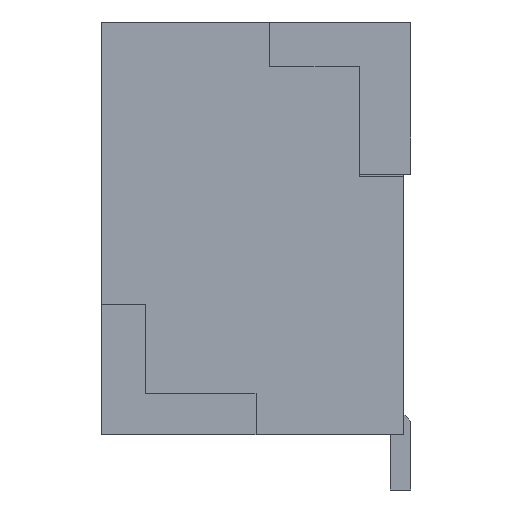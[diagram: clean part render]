
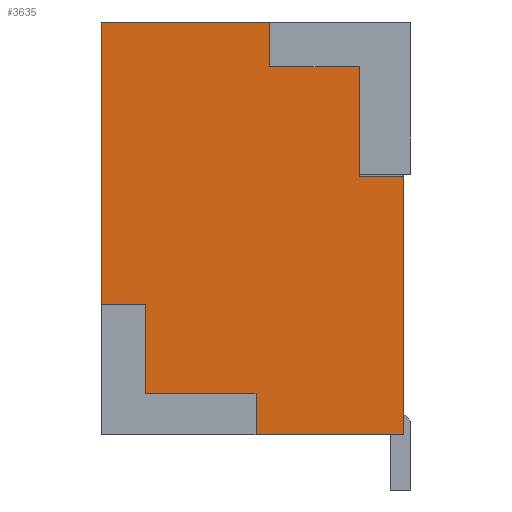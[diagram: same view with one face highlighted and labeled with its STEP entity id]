
A CAD part, left-side view. The second image highlights one B-rep face of the part: STEP entity #3635.
In plain terms, the highlighted planar face has unit normal (-1, 0, 0).
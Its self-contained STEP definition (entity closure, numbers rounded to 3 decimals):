
#69 = CARTESIAN_POINT ( 'NONE',  ( -9., -0.65, -2.15 ) ) ;
#86 = EDGE_CURVE ( 'NONE', #1850, #1516, #4461, .T. ) ;
#97 = CARTESIAN_POINT ( 'NONE',  ( -9., -4.4, -0.3 ) ) ;
#149 = AXIS2_PLACEMENT_3D ( 'NONE', #4420, #303, #3734 ) ;
#160 = ORIENTED_EDGE ( 'NONE', *, *, #795, .F. ) ;
#163 = VECTOR ( 'NONE', #3394, 1000. ) ;
#167 = LINE ( 'NONE', #965, #2659 ) ;
#293 = CARTESIAN_POINT ( 'NONE',  ( -9., -2.25, -4.05 ) ) ;
#303 = DIRECTION ( 'NONE',  ( 1., 0., 0. ) ) ;
#323 = EDGE_LOOP ( 'NONE', ( #2179, #3698, #2733, #2563, #2701, #1220, #2094, #160, #1974, #1110, #713, #3693 ) ) ;
#481 = LINE ( 'NONE', #3240, #3651 ) ;
#540 = CARTESIAN_POINT ( 'NONE',  ( -9., -2.25, -3.45 ) ) ;
#574 = CARTESIAN_POINT ( 'NONE',  ( -9., 0., 1.95 ) ) ;
#601 = CARTESIAN_POINT ( 'NONE',  ( -9., -3.75, -0.3 ) ) ;
#669 = CARTESIAN_POINT ( 'NONE',  ( -9., -0.65, -3.45 ) ) ;
#709 = EDGE_CURVE ( 'NONE', #900, #829, #3175, .T. ) ;
#713 = ORIENTED_EDGE ( 'NONE', *, *, #3945, .T. ) ;
#793 = DIRECTION ( 'NONE',  ( 0., 1., 0. ) ) ;
#795 = EDGE_CURVE ( 'NONE', #900, #2698, #4006, .T. ) ;
#829 = VERTEX_POINT ( 'NONE', #69 ) ;
#882 = LINE ( 'NONE', #97, #1517 ) ;
#900 = VERTEX_POINT ( 'NONE', #1413 ) ;
#946 = DIRECTION ( 'NONE',  ( 0., 0., 1. ) ) ;
#960 = EDGE_CURVE ( 'NONE', #1860, #3467, #882, .T. ) ;
#965 = CARTESIAN_POINT ( 'NONE',  ( -9., -0.65, -2.15 ) ) ;
#1010 = CARTESIAN_POINT ( 'NONE',  ( -9., 0., -4.05 ) ) ;
#1110 = ORIENTED_EDGE ( 'NONE', *, *, #3464, .T. ) ;
#1218 = CARTESIAN_POINT ( 'NONE',  ( -9., -3.75, 1.3 ) ) ;
#1220 = ORIENTED_EDGE ( 'NONE', *, *, #3546, .T. ) ;
#1243 = CARTESIAN_POINT ( 'NONE',  ( -9., 0., -2.15 ) ) ;
#1323 = VECTOR ( 'NONE', #2018, 1000. ) ;
#1374 = LINE ( 'NONE', #3700, #3343 ) ;
#1378 = VECTOR ( 'NONE', #4028, 1000. ) ;
#1413 = CARTESIAN_POINT ( 'NONE',  ( -9., 0., -2.15 ) ) ;
#1485 = VECTOR ( 'NONE', #2361, 1000. ) ;
#1516 = VERTEX_POINT ( 'NONE', #2953 ) ;
#1517 = VECTOR ( 'NONE', #793, 1000. ) ;
#1645 = DIRECTION ( 'NONE',  ( 0., 0., -1. ) ) ;
#1686 = EDGE_CURVE ( 'NONE', #3467, #1850, #1374, .T. ) ;
#1722 = DIRECTION ( 'NONE',  ( 0., -1., 0. ) ) ;
#1767 = LINE ( 'NONE', #3860, #3808 ) ;
#1850 = VERTEX_POINT ( 'NONE', #1218 ) ;
#1860 = VERTEX_POINT ( 'NONE', #2313 ) ;
#1900 = DIRECTION ( 'NONE',  ( 0., 0., -1. ) ) ;
#1955 = LINE ( 'NONE', #3267, #3819 ) ;
#1974 = ORIENTED_EDGE ( 'NONE', *, *, #709, .T. ) ;
#2018 = DIRECTION ( 'NONE',  ( 0., 0., 1. ) ) ;
#2094 = ORIENTED_EDGE ( 'NONE', *, *, #3939, .F. ) ;
#2179 = ORIENTED_EDGE ( 'NONE', *, *, #3656, .F. ) ;
#2247 = DIRECTION ( 'NONE',  ( 0., 1., 0. ) ) ;
#2313 = CARTESIAN_POINT ( 'NONE',  ( -9., -4.4, -0.3 ) ) ;
#2361 = DIRECTION ( 'NONE',  ( 0., -1., 0. ) ) ;
#2385 = PLANE ( 'NONE',  #149 ) ;
#2402 = EDGE_CURVE ( 'NONE', #4455, #2743, #481, .T. ) ;
#2563 = ORIENTED_EDGE ( 'NONE', *, *, #1686, .T. ) ;
#2611 = CARTESIAN_POINT ( 'NONE',  ( -9., -4.4, -4.05 ) ) ;
#2659 = VECTOR ( 'NONE', #1645, 1000. ) ;
#2682 = VERTEX_POINT ( 'NONE', #669 ) ;
#2698 = VERTEX_POINT ( 'NONE', #574 ) ;
#2700 = LINE ( 'NONE', #3402, #4235 ) ;
#2701 = ORIENTED_EDGE ( 'NONE', *, *, #86, .T. ) ;
#2733 = ORIENTED_EDGE ( 'NONE', *, *, #960, .T. ) ;
#2743 = VERTEX_POINT ( 'NONE', #293 ) ;
#2747 = VECTOR ( 'NONE', #2247, 1000. ) ;
#2912 = CARTESIAN_POINT ( 'NONE',  ( -9., -2.45, 1.95 ) ) ;
#2953 = CARTESIAN_POINT ( 'NONE',  ( -9., -2.45, 1.3 ) ) ;
#3019 = CARTESIAN_POINT ( 'NONE',  ( -9., 0., 1.95 ) ) ;
#3175 = LINE ( 'NONE', #1243, #1378 ) ;
#3195 = DIRECTION ( 'NONE',  ( 0., 0., 1. ) ) ;
#3240 = CARTESIAN_POINT ( 'NONE',  ( -9., -2.25, -3.45 ) ) ;
#3267 = CARTESIAN_POINT ( 'NONE',  ( -9., -2.45, 1.3 ) ) ;
#3343 = VECTOR ( 'NONE', #946, 1000. ) ;
#3394 = DIRECTION ( 'NONE',  ( 0., 1., 0. ) ) ;
#3402 = CARTESIAN_POINT ( 'NONE',  ( -9., 0., 1.95 ) ) ;
#3435 = FACE_OUTER_BOUND ( 'NONE', #323, .T. ) ;
#3464 = EDGE_CURVE ( 'NONE', #829, #2682, #167, .T. ) ;
#3467 = VERTEX_POINT ( 'NONE', #601 ) ;
#3497 = DIRECTION ( 'NONE',  ( 0., 0., -1. ) ) ;
#3525 = VERTEX_POINT ( 'NONE', #2611 ) ;
#3546 = EDGE_CURVE ( 'NONE', #1516, #4177, #1955, .T. ) ;
#3635 = ADVANCED_FACE ( 'NONE', ( #3435 ), #2385, .F. ) ;
#3651 = VECTOR ( 'NONE', #1900, 1000. ) ;
#3656 = EDGE_CURVE ( 'NONE', #3525, #2743, #4245, .T. ) ;
#3693 = ORIENTED_EDGE ( 'NONE', *, *, #2402, .T. ) ;
#3698 = ORIENTED_EDGE ( 'NONE', *, *, #4043, .F. ) ;
#3700 = CARTESIAN_POINT ( 'NONE',  ( -9., -3.75, -0.3 ) ) ;
#3734 = DIRECTION ( 'NONE',  ( 0., 0., -1. ) ) ;
#3760 = CARTESIAN_POINT ( 'NONE',  ( -9., -0.65, -3.45 ) ) ;
#3808 = VECTOR ( 'NONE', #3497, 1000. ) ;
#3819 = VECTOR ( 'NONE', #3195, 1000. ) ;
#3860 = CARTESIAN_POINT ( 'NONE',  ( -9., -4.4, 1.95 ) ) ;
#3939 = EDGE_CURVE ( 'NONE', #2698, #4177, #2700, .T. ) ;
#3945 = EDGE_CURVE ( 'NONE', #2682, #4455, #4137, .T. ) ;
#4006 = LINE ( 'NONE', #3019, #1323 ) ;
#4028 = DIRECTION ( 'NONE',  ( 0., -1., 0. ) ) ;
#4043 = EDGE_CURVE ( 'NONE', #1860, #3525, #1767, .T. ) ;
#4137 = LINE ( 'NONE', #3760, #1485 ) ;
#4177 = VERTEX_POINT ( 'NONE', #2912 ) ;
#4235 = VECTOR ( 'NONE', #1722, 1000. ) ;
#4245 = LINE ( 'NONE', #1010, #163 ) ;
#4292 = CARTESIAN_POINT ( 'NONE',  ( -9., -3.75, 1.3 ) ) ;
#4420 = CARTESIAN_POINT ( 'NONE',  ( -9., -4.4, 1.95 ) ) ;
#4455 = VERTEX_POINT ( 'NONE', #540 ) ;
#4461 = LINE ( 'NONE', #4292, #2747 ) ;
